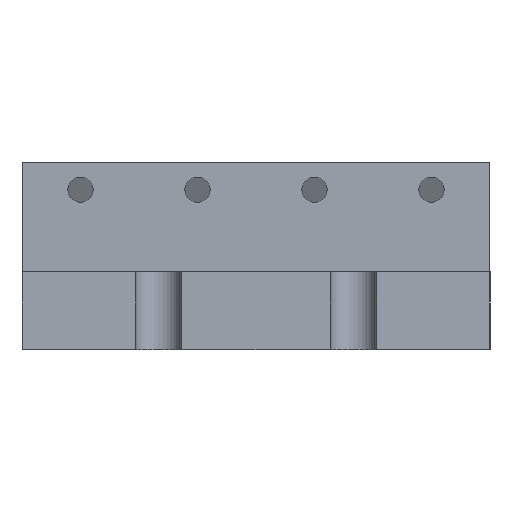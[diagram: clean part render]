
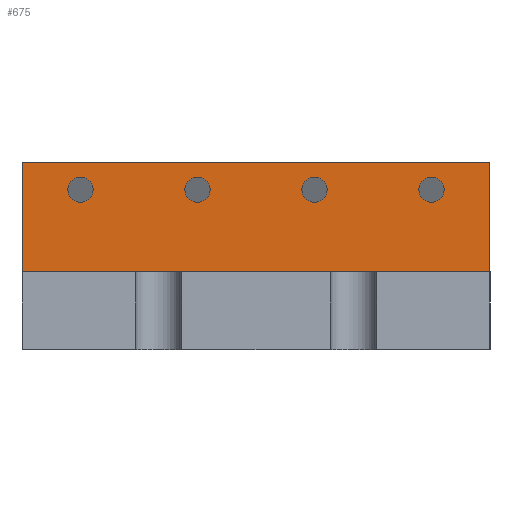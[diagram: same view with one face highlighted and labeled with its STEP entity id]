
A CAD part, left-side view. The second image highlights one B-rep face of the part: STEP entity #675.
In plain terms, the highlighted planar face has unit normal (-1, 0, 0).
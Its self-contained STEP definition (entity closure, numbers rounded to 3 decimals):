
#58=LINE('',#1043,#134);
#76=LINE('',#1078,#152);
#77=LINE('',#1079,#153);
#78=LINE('',#1080,#154);
#134=VECTOR('',#850,60.);
#152=VECTOR('',#884,60.);
#153=VECTOR('',#885,14.);
#154=VECTOR('',#886,14.);
#185=PLANE('',#727);
#197=FACE_BOUND('',#270,.T.);
#198=FACE_BOUND('',#271,.T.);
#199=FACE_BOUND('',#272,.T.);
#200=FACE_BOUND('',#273,.T.);
#231=FACE_OUTER_BOUND('',#269,.T.);
#269=EDGE_LOOP('',(#569,#570,#571,#572));
#270=EDGE_LOOP('',(#573));
#271=EDGE_LOOP('',(#574));
#272=EDGE_LOOP('',(#575));
#273=EDGE_LOOP('',(#576));
#285=CIRCLE('',#686,1.621);
#287=CIRCLE('',#689,1.621);
#289=CIRCLE('',#692,1.621);
#291=CIRCLE('',#695,1.621);
#301=VERTEX_POINT('',#915);
#303=VERTEX_POINT('',#920);
#305=VERTEX_POINT('',#925);
#307=VERTEX_POINT('',#930);
#350=VERTEX_POINT('',#1040);
#351=VERTEX_POINT('',#1042);
#359=VERTEX_POINT('',#1076);
#360=VERTEX_POINT('',#1077);
#365=EDGE_CURVE('',#301,#301,#285,.T.);
#367=EDGE_CURVE('',#303,#303,#287,.T.);
#369=EDGE_CURVE('',#305,#305,#289,.T.);
#371=EDGE_CURVE('',#307,#307,#291,.T.);
#424=EDGE_CURVE('',#351,#350,#58,.T.);
#442=EDGE_CURVE('',#359,#360,#76,.T.);
#443=EDGE_CURVE('',#351,#359,#77,.T.);
#444=EDGE_CURVE('',#360,#350,#78,.T.);
#569=ORIENTED_EDGE('',*,*,#442,.F.);
#570=ORIENTED_EDGE('',*,*,#443,.F.);
#571=ORIENTED_EDGE('',*,*,#424,.T.);
#572=ORIENTED_EDGE('',*,*,#444,.F.);
#573=ORIENTED_EDGE('',*,*,#365,.T.);
#574=ORIENTED_EDGE('',*,*,#367,.T.);
#575=ORIENTED_EDGE('',*,*,#369,.T.);
#576=ORIENTED_EDGE('',*,*,#371,.T.);
#675=ADVANCED_FACE('',(#231,#197,#198,#199,#200),#185,.F.);
#686=AXIS2_PLACEMENT_3D('',#916,#739,#740);
#689=AXIS2_PLACEMENT_3D('',#921,#745,#746);
#692=AXIS2_PLACEMENT_3D('',#926,#751,#752);
#695=AXIS2_PLACEMENT_3D('',#931,#757,#758);
#727=AXIS2_PLACEMENT_3D('',#1075,#882,#883);
#739=DIRECTION('center_axis',(1.,0.,0.));
#740=DIRECTION('ref_axis',(0.,0.,1.));
#745=DIRECTION('center_axis',(1.,0.,0.));
#746=DIRECTION('ref_axis',(0.,0.,1.));
#751=DIRECTION('center_axis',(1.,0.,0.));
#752=DIRECTION('ref_axis',(0.,0.,1.));
#757=DIRECTION('center_axis',(1.,0.,0.));
#758=DIRECTION('ref_axis',(0.,0.,1.));
#850=DIRECTION('',(0.,-1.,0.));
#882=DIRECTION('center_axis',(1.,0.,0.));
#883=DIRECTION('ref_axis',(0.,-1.,0.));
#884=DIRECTION('',(0.,-1.,0.));
#885=DIRECTION('',(0.,0.,1.));
#886=DIRECTION('',(0.,0.,-1.));
#915=CARTESIAN_POINT('',(-35.,7.5,22.121));
#916=CARTESIAN_POINT('Origin',(-35.,7.5,20.5));
#920=CARTESIAN_POINT('',(-35.,-22.5,22.121));
#921=CARTESIAN_POINT('Origin',(-35.,-22.5,20.5));
#925=CARTESIAN_POINT('',(-35.,-7.5,22.121));
#926=CARTESIAN_POINT('Origin',(-35.,-7.5,20.5));
#930=CARTESIAN_POINT('',(-35.,22.5,22.121));
#931=CARTESIAN_POINT('Origin',(-35.,22.5,20.5));
#1040=CARTESIAN_POINT('',(-35.,-30.,10.));
#1042=CARTESIAN_POINT('',(-35.,30.,10.));
#1043=CARTESIAN_POINT('',(-35.,-30.,10.));
#1075=CARTESIAN_POINT('Origin',(-35.,30.,24.));
#1076=CARTESIAN_POINT('',(-35.,30.,24.));
#1077=CARTESIAN_POINT('',(-35.,-30.,24.));
#1078=CARTESIAN_POINT('',(-35.,15.,24.));
#1079=CARTESIAN_POINT('',(-35.,30.,12.));
#1080=CARTESIAN_POINT('',(-35.,-30.,12.));
